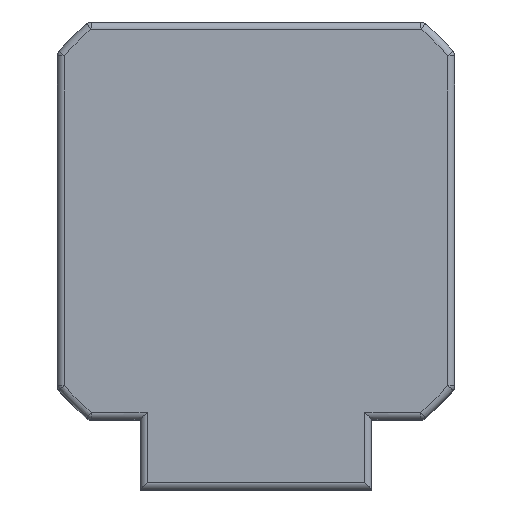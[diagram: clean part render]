
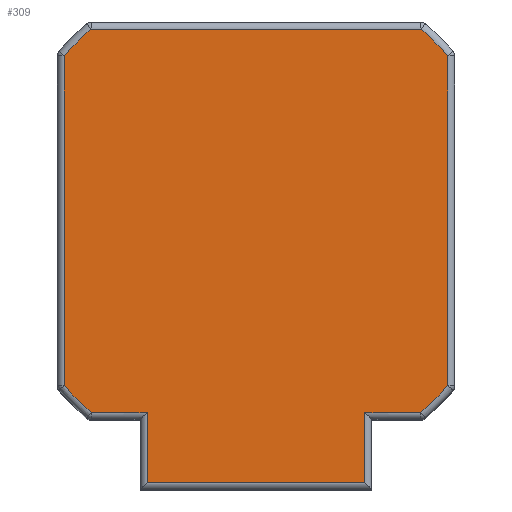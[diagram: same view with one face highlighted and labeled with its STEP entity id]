
A CAD part, top view. The second image highlights one B-rep face of the part: STEP entity #309.
In plain terms, the highlighted planar face has unit normal (0, 0, 1).
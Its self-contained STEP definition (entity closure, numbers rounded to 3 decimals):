
#272 = EDGE_CURVE ( 'NONE', #428, #429, #998, .T. ) ;
#273 = EDGE_CURVE ( 'NONE', #427, #428, #999, .T. ) ;
#274 = EDGE_CURVE ( 'NONE', #429, #430, #1364, .T. ) ;
#275 = EDGE_CURVE ( 'NONE', #430, #431, #1000, .T. ) ;
#276 = EDGE_CURVE ( 'NONE', #431, #432, #1360, .T. ) ;
#277 = EDGE_CURVE ( 'NONE', #432, #433, #1001, .T. ) ;
#278 = EDGE_CURVE ( 'NONE', #433, #434, #1356, .T. ) ;
#279 = EDGE_CURVE ( 'NONE', #434, #435, #1002, .T. ) ;
#280 = EDGE_CURVE ( 'NONE', #435, #436, #1366, .T. ) ;
#281 = EDGE_CURVE ( 'NONE', #436, #437, #1003, .T. ) ;
#282 = EDGE_CURVE ( 'NONE', #437, #438, #1004, .T. ) ;
#283 = EDGE_CURVE ( 'NONE', #438, #427, #1005, .T. ) ;
#309 = ADVANCED_FACE ( 'NONE', ( #1623 ), #1755, .T. ) ;
#427 = VERTEX_POINT ( 'NONE', #2018 ) ;
#428 = VERTEX_POINT ( 'NONE', #2019 ) ;
#429 = VERTEX_POINT ( 'NONE', #2020 ) ;
#430 = VERTEX_POINT ( 'NONE', #2021 ) ;
#431 = VERTEX_POINT ( 'NONE', #2022 ) ;
#432 = VERTEX_POINT ( 'NONE', #2023 ) ;
#433 = VERTEX_POINT ( 'NONE', #2024 ) ;
#434 = VERTEX_POINT ( 'NONE', #2025 ) ;
#435 = VERTEX_POINT ( 'NONE', #2026 ) ;
#436 = VERTEX_POINT ( 'NONE', #2027 ) ;
#437 = VERTEX_POINT ( 'NONE', #2028 ) ;
#438 = VERTEX_POINT ( 'NONE', #2029 ) ;
#480 = EDGE_LOOP ( 'NONE', ( #609, #611, #610, #612, #613, #614, #615, #616, #617, #618, #619, #620 ) ) ;
#609 = ORIENTED_EDGE ( 'NONE', *, *, #273, .T. ) ;
#610 = ORIENTED_EDGE ( 'NONE', *, *, #274, .T. ) ;
#611 = ORIENTED_EDGE ( 'NONE', *, *, #272, .T. ) ;
#612 = ORIENTED_EDGE ( 'NONE', *, *, #275, .T. ) ;
#613 = ORIENTED_EDGE ( 'NONE', *, *, #276, .T. ) ;
#614 = ORIENTED_EDGE ( 'NONE', *, *, #277, .T. ) ;
#615 = ORIENTED_EDGE ( 'NONE', *, *, #278, .T. ) ;
#616 = ORIENTED_EDGE ( 'NONE', *, *, #279, .T. ) ;
#617 = ORIENTED_EDGE ( 'NONE', *, *, #280, .T. ) ;
#618 = ORIENTED_EDGE ( 'NONE', *, *, #281, .T. ) ;
#619 = ORIENTED_EDGE ( 'NONE', *, *, #282, .T. ) ;
#620 = ORIENTED_EDGE ( 'NONE', *, *, #283, .T. ) ;
#998 = LINE ( 'NONE', #1180, #1365 ) ;
#999 = LINE ( 'NONE', #1182, #1367 ) ;
#1000 = LINE ( 'NONE', #1187, #1370 ) ;
#1001 = LINE ( 'NONE', #1192, #1373 ) ;
#1002 = LINE ( 'NONE', #1197, #1375 ) ;
#1003 = LINE ( 'NONE', #1202, #1377 ) ;
#1004 = LINE ( 'NONE', #1204, #1378 ) ;
#1005 = LINE ( 'NONE', #1206, #1379 ) ;
#1180 = CARTESIAN_POINT ( 'NONE',  ( 11.918, -13.65, 31. ) ) ;
#1181 = DIRECTION ( 'NONE',  ( 1., 0., 0. ) ) ;
#1182 = CARTESIAN_POINT ( 'NONE',  ( 7.75, -14.15, 31. ) ) ;
#1183 = DIRECTION ( 'NONE',  ( 0., 1., 0. ) ) ;
#1184 = CARTESIAN_POINT ( 'NONE',  ( 0., 0., 31. ) ) ;
#1185 = DIRECTION ( 'NONE',  ( 0., 0., 1. ) ) ;
#1186 = DIRECTION ( 'NONE',  ( 1., 0., 0. ) ) ;
#1187 = CARTESIAN_POINT ( 'NONE',  ( 13.65, 11.918, 31. ) ) ;
#1188 = DIRECTION ( 'NONE',  ( 0., 1., 0. ) ) ;
#1189 = CARTESIAN_POINT ( 'NONE',  ( 0., 0., 31. ) ) ;
#1190 = DIRECTION ( 'NONE',  ( 0., 0., 1. ) ) ;
#1191 = DIRECTION ( 'NONE',  ( 1., 0., 0. ) ) ;
#1192 = CARTESIAN_POINT ( 'NONE',  ( -11.918, 13.65, 31. ) ) ;
#1193 = DIRECTION ( 'NONE',  ( -1., 0., 0. ) ) ;
#1194 = CARTESIAN_POINT ( 'NONE',  ( 0., 0., 31. ) ) ;
#1195 = DIRECTION ( 'NONE',  ( 0., 0., 1. ) ) ;
#1196 = DIRECTION ( 'NONE',  ( 1., 0., 0. ) ) ;
#1197 = CARTESIAN_POINT ( 'NONE',  ( -13.65, -11.918, 31. ) ) ;
#1198 = DIRECTION ( 'NONE',  ( 0., -1., 0. ) ) ;
#1199 = CARTESIAN_POINT ( 'NONE',  ( 0., 0., 31. ) ) ;
#1200 = DIRECTION ( 'NONE',  ( 0., 0., 1. ) ) ;
#1201 = DIRECTION ( 'NONE',  ( 1., 0., 0. ) ) ;
#1202 = CARTESIAN_POINT ( 'NONE',  ( -8.25, -13.65, 31. ) ) ;
#1203 = DIRECTION ( 'NONE',  ( 1., 0., 0. ) ) ;
#1204 = CARTESIAN_POINT ( 'NONE',  ( -7.75, -19.15, 31. ) ) ;
#1205 = DIRECTION ( 'NONE',  ( 0., -1., 0. ) ) ;
#1206 = CARTESIAN_POINT ( 'NONE',  ( 8.25, -18.65, 31. ) ) ;
#1207 = DIRECTION ( 'NONE',  ( 1., 0., 0. ) ) ;
#1356 = CIRCLE ( 'NONE', #1374, 18. ) ;
#1360 = CIRCLE ( 'NONE', #1371, 18. ) ;
#1364 = CIRCLE ( 'NONE', #1368, 18. ) ;
#1365 = VECTOR ( 'NONE', #1181, 1000. ) ;
#1366 = CIRCLE ( 'NONE', #1376, 18. ) ;
#1367 = VECTOR ( 'NONE', #1183, 1000. ) ;
#1368 = AXIS2_PLACEMENT_3D ( 'NONE', #1184, #1185, #1186 ) ;
#1370 = VECTOR ( 'NONE', #1188, 1000. ) ;
#1371 = AXIS2_PLACEMENT_3D ( 'NONE', #1189, #1190, #1191 ) ;
#1373 = VECTOR ( 'NONE', #1193, 1000. ) ;
#1374 = AXIS2_PLACEMENT_3D ( 'NONE', #1194, #1195, #1196 ) ;
#1375 = VECTOR ( 'NONE', #1198, 1000. ) ;
#1376 = AXIS2_PLACEMENT_3D ( 'NONE', #1199, #1200, #1201 ) ;
#1377 = VECTOR ( 'NONE', #1203, 1000. ) ;
#1378 = VECTOR ( 'NONE', #1205, 1000. ) ;
#1379 = VECTOR ( 'NONE', #1207, 1000. ) ;
#1406 = AXIS2_PLACEMENT_3D ( 'NONE', #1756, #1757, #1758 ) ;
#1623 = FACE_OUTER_BOUND ( 'NONE', #480, .T. ) ;
#1755 = PLANE ( 'NONE',  #1406 ) ;
#1756 = CARTESIAN_POINT ( 'NONE',  ( 0., 0., 31. ) ) ;
#1757 = DIRECTION ( 'NONE',  ( 0., 0., 1. ) ) ;
#1758 = DIRECTION ( 'NONE',  ( 1., 0., 0. ) ) ;
#2018 = CARTESIAN_POINT ( 'NONE',  ( 7.75, -18.65, 31. ) ) ;
#2019 = CARTESIAN_POINT ( 'NONE',  ( 7.75, -13.65, 31. ) ) ;
#2020 = CARTESIAN_POINT ( 'NONE',  ( 11.734, -13.65, 31. ) ) ;
#2021 = CARTESIAN_POINT ( 'NONE',  ( 13.65, -11.734, 31. ) ) ;
#2022 = CARTESIAN_POINT ( 'NONE',  ( 13.65, 11.734, 31. ) ) ;
#2023 = CARTESIAN_POINT ( 'NONE',  ( 11.734, 13.65, 31. ) ) ;
#2024 = CARTESIAN_POINT ( 'NONE',  ( -11.734, 13.65, 31. ) ) ;
#2025 = CARTESIAN_POINT ( 'NONE',  ( -13.65, 11.734, 31. ) ) ;
#2026 = CARTESIAN_POINT ( 'NONE',  ( -13.65, -11.734, 31. ) ) ;
#2027 = CARTESIAN_POINT ( 'NONE',  ( -11.734, -13.65, 31. ) ) ;
#2028 = CARTESIAN_POINT ( 'NONE',  ( -7.75, -13.65, 31. ) ) ;
#2029 = CARTESIAN_POINT ( 'NONE',  ( -7.75, -18.65, 31. ) ) ;
